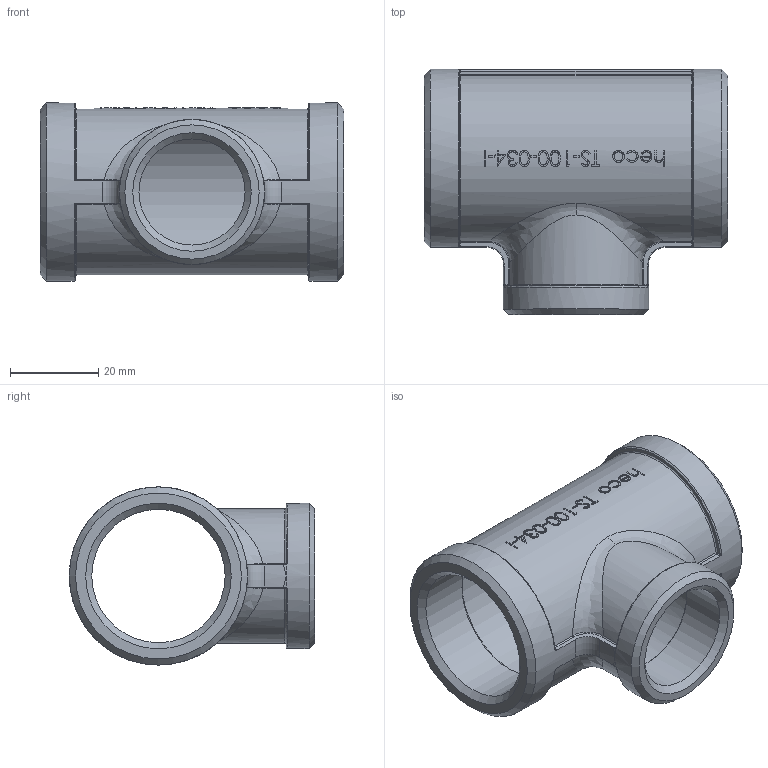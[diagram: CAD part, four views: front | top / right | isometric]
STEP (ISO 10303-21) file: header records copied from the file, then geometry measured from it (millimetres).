
FILE_DESCRIPTION (( 'STEP AP214' ), '1' );
FILE_NAME ('heco_TS-100-034-I.STEP', '2015-10-29T13:57:10', ( 'test' ), ( '' ), 'SwSTEP 2.0', 'SolidWorks 2011', '' );
FILE_SCHEMA (( 'AUTOMOTIVE_DESIGN' ));
Length unit declared in the file: millimetre
Products named in the file (1): heco_TS-100-034-I
Bounding box: 69 x 55.75 x 40.5 mm (x, y, z)
Volume: 27222.9 mm3; surface area: 19539.2 mm2
Topology: 1 solids, 1 shells, 291 faces, 731 edges, 459 vertices
Faces by surface type: bspline 126, plane 71, cylinder 59, torus 14, sphere 12, cone 9
Full cylindrical faces by diameter (mm): 24.117 x1, 26.7 x1, 30.291 x2, 33 x1, 34.2 x1, 40.5 x1
Entity records: 28133 total; most frequent: CARTESIAN_POINT 19143, ORIENTED_EDGE 1402, DIRECTION 773, EDGE_CURVE 701, VERTEX_POINT 454, B_SPLINE_CURVE_WITH_KNOTS 403, EDGE_LOOP 337, AXIS2_PLACEMENT_3D 309
